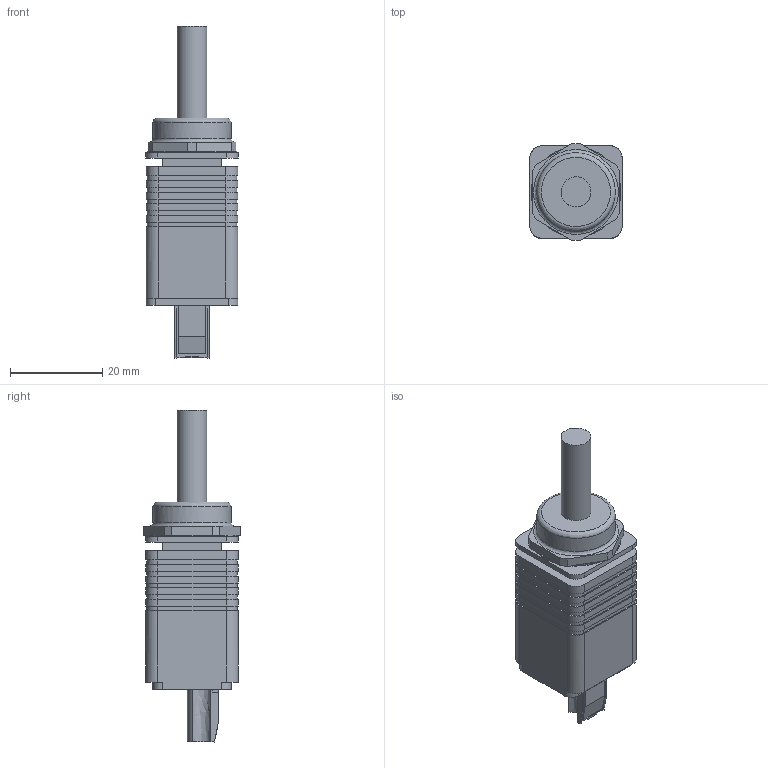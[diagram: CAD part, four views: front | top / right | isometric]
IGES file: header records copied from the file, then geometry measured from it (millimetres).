
Global section: file name: 09_46_IP67_plastic_push_pull_plug_crimp_48V.igs; preprocessor: I-DEAS 3D IGES Translator 10; date: 20060120.181434; units: millimetre
Bounding box: 20 x 20.93 x 72.05 mm (x, y, z)
Volume: 14607 mm3; surface area: 7374.7 mm2
Topology: 1 solids, 1 shells, 211 faces, 554 edges, 362 vertices
Faces by surface type: bspline 211
